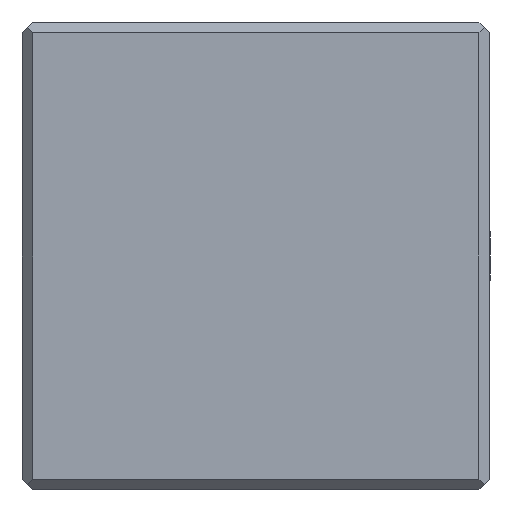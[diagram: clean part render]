
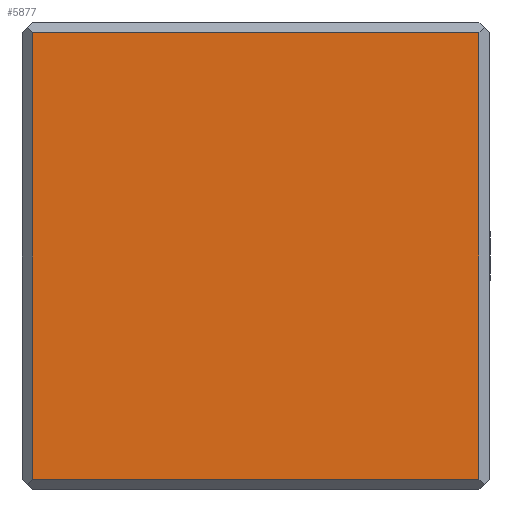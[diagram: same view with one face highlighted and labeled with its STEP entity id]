
A CAD part, left-side view. The second image highlights one B-rep face of the part: STEP entity #5877.
In plain terms, the highlighted planar face has unit normal (-1, 0, 0).
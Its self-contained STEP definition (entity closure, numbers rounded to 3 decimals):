
#274 = EDGE_CURVE ( 'NONE', #16196, #16645, #5454, .T. ) ;
#366 = LINE ( 'NONE', #8141, #16069 ) ;
#1687 = CARTESIAN_POINT ( 'NONE',  ( 0., -1., 43.5 ) ) ;
#1816 = CARTESIAN_POINT ( 'NONE',  ( 0., -44.5, 0. ) ) ;
#1890 = DIRECTION ( 'NONE',  ( -1., 0., 0. ) ) ;
#2815 = ORIENTED_EDGE ( 'NONE', *, *, #14251, .T. ) ;
#3590 = PLANE ( 'NONE',  #10299 ) ;
#4110 = DIRECTION ( 'NONE',  ( 0., 0., -1. ) ) ;
#5454 = LINE ( 'NONE', #13852, #8472 ) ;
#5483 = EDGE_LOOP ( 'NONE', ( #12390, #2815, #14282, #16966 ) ) ;
#5877 = ADVANCED_FACE ( 'NONE', ( #8587 ), #3590, .T. ) ;
#6019 = CARTESIAN_POINT ( 'NONE',  ( 0., -44.5, 43.5 ) ) ;
#6753 = EDGE_CURVE ( 'NONE', #19202, #16196, #18695, .T. ) ;
#8141 = CARTESIAN_POINT ( 'NONE',  ( 0., -43.5, 43.5 ) ) ;
#8472 = VECTOR ( 'NONE', #4110, 1000. ) ;
#8587 = FACE_OUTER_BOUND ( 'NONE', #5483, .T. ) ;
#9087 = CARTESIAN_POINT ( 'NONE',  ( 0., -44.5, 1. ) ) ;
#10200 = CARTESIAN_POINT ( 'NONE',  ( 0., -1., 1. ) ) ;
#10299 = AXIS2_PLACEMENT_3D ( 'NONE', #1816, #1890, #13095 ) ;
#10509 = EDGE_CURVE ( 'NONE', #12767, #19202, #366, .T. ) ;
#11550 = DIRECTION ( 'NONE',  ( 0., 0., 1. ) ) ;
#12390 = ORIENTED_EDGE ( 'NONE', *, *, #274, .T. ) ;
#12767 = VERTEX_POINT ( 'NONE', #14862 ) ;
#13046 = CARTESIAN_POINT ( 'NONE',  ( 0., -43.5, 43.5 ) ) ;
#13095 = DIRECTION ( 'NONE',  ( 0., 0., 1. ) ) ;
#13852 = CARTESIAN_POINT ( 'NONE',  ( 0., -1., 0. ) ) ;
#13885 = LINE ( 'NONE', #9087, #17882 ) ;
#14196 = DIRECTION ( 'NONE',  ( 0., 1., 0. ) ) ;
#14251 = EDGE_CURVE ( 'NONE', #16645, #12767, #13885, .T. ) ;
#14282 = ORIENTED_EDGE ( 'NONE', *, *, #10509, .T. ) ;
#14862 = CARTESIAN_POINT ( 'NONE',  ( 0., -43.5, 1. ) ) ;
#15424 = VECTOR ( 'NONE', #14196, 1000. ) ;
#15618 = DIRECTION ( 'NONE',  ( 0., -1., 0. ) ) ;
#16069 = VECTOR ( 'NONE', #11550, 1000. ) ;
#16196 = VERTEX_POINT ( 'NONE', #1687 ) ;
#16645 = VERTEX_POINT ( 'NONE', #10200 ) ;
#16966 = ORIENTED_EDGE ( 'NONE', *, *, #6753, .T. ) ;
#17882 = VECTOR ( 'NONE', #15618, 1000. ) ;
#18695 = LINE ( 'NONE', #6019, #15424 ) ;
#19202 = VERTEX_POINT ( 'NONE', #13046 ) ;
